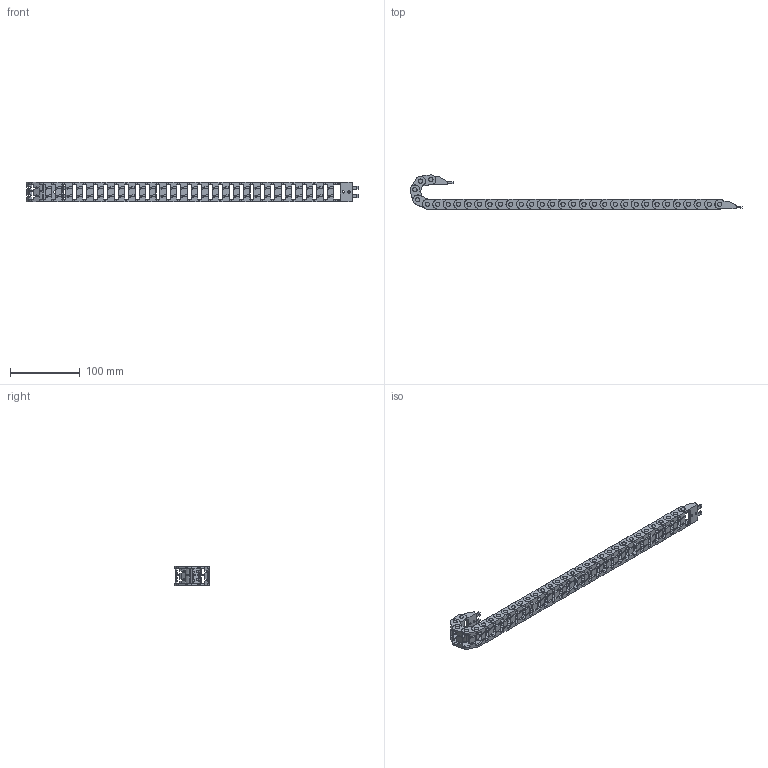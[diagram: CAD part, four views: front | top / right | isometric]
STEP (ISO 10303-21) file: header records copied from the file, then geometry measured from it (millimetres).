
FILE_DESCRIPTION (( 'STEP AP214' ), '1' );
FILE_NAME ('CDC-04X08R07T.STEP', '2024-12-06T13:58:22', ( '' ), ( '' ), 'SwSTEP 2.0', 'SolidWorks 2024', '' );
FILE_SCHEMA (( 'AUTOMOTIVE_DESIGN' ));
Length unit declared in the file: inch
Products named in the file (1): CDC-04X08R07T
Bounding box: 476.83 x 49.2 x 28.2 mm (x, y, z)
Volume: 69988 mm3; surface area: 98026.9 mm2
Topology: 34 solids, 34 shells, 2797 faces, 7981 edges, 5318 vertices
Faces by surface type: plane 1892, cylinder 901, cone 4
Full cylindrical faces by diameter (mm): 3.2 x4, 6 x66, 6.15 x64, 6.2 x2
Entity records: 91645 total; most frequent: CARTESIAN_POINT 17237, ORIENTED_EDGE 15682, DIRECTION 15193, EDGE_CURVE 7841, VERTEX_POINT 5318, VECTOR 5317, LINE 5317, AXIS2_PLACEMENT_3D 4938
